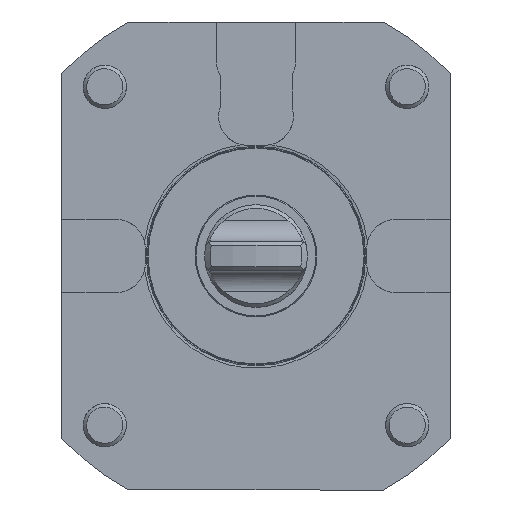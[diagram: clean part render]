
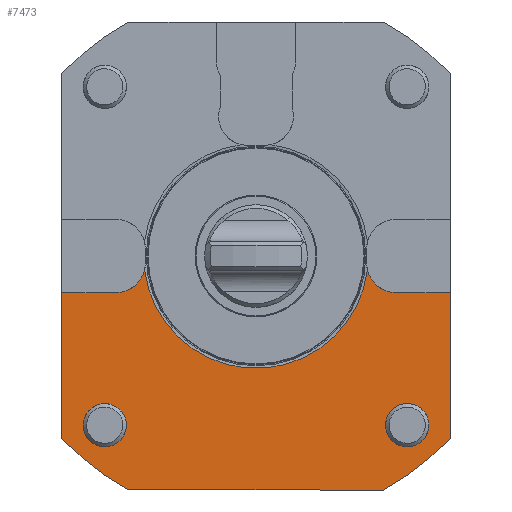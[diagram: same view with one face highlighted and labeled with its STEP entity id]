
A CAD part, front view. The second image highlights one B-rep face of the part: STEP entity #7473.
In plain terms, the highlighted planar face has unit normal (0, -1, 0).
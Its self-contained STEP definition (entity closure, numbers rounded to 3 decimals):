
#79 = DIRECTION ( 'NONE',  ( 0., -1., 0. ) ) ;
#157 = LINE ( 'NONE', #9328, #14360 ) ;
#161 = ORIENTED_EDGE ( 'NONE', *, *, #9808, .F. ) ;
#259 = CIRCLE ( 'NONE', #4416, 8. ) ;
#420 = CARTESIAN_POINT ( 'NONE',  ( 38.75, 0., -2.15 ) ) ;
#484 = CIRCLE ( 'NONE', #6571, 6. ) ;
#1171 = CARTESIAN_POINT ( 'NONE',  ( -54., 0., 0. ) ) ;
#1193 = DIRECTION ( 'NONE',  ( -1., 0., 0. ) ) ;
#1258 = CIRCLE ( 'NONE', #22577, 6. ) ;
#1439 = CARTESIAN_POINT ( 'NONE',  ( 0., 0., 0. ) ) ;
#1544 = VERTEX_POINT ( 'NONE', #9804 ) ;
#1605 = VECTOR ( 'NONE', #10244, 1000. ) ;
#2053 = AXIS2_PLACEMENT_3D ( 'NONE', #7343, #14551, #21892 ) ;
#2199 = CARTESIAN_POINT ( 'NONE',  ( 48., 0., -47. ) ) ;
#2421 = CARTESIAN_POINT ( 'NONE',  ( -59.893, 0., -10.15 ) ) ;
#2466 = DIRECTION ( 'NONE',  ( 0., -1., 0. ) ) ;
#2476 = CARTESIAN_POINT ( 'NONE',  ( -30.951, 0., -3.933 ) ) ;
#2659 = EDGE_CURVE ( 'NONE', #21107, #8536, #5225, .T. ) ;
#2676 = VECTOR ( 'NONE', #1193, 1000. ) ;
#2814 = CARTESIAN_POINT ( 'NONE',  ( -54., 0., -50.596 ) ) ;
#2839 = DIRECTION ( 'NONE',  ( 0., 0., 1. ) ) ;
#3554 = CARTESIAN_POINT ( 'NONE',  ( 59.893, 0., -10.15 ) ) ;
#3839 = CARTESIAN_POINT ( 'NONE',  ( 35.369, 0., -65. ) ) ;
#3911 = EDGE_LOOP ( 'NONE', ( #21019 ) ) ;
#4001 = VERTEX_POINT ( 'NONE', #2814 ) ;
#4150 = EDGE_LOOP ( 'NONE', ( #17678 ) ) ;
#4416 = AXIS2_PLACEMENT_3D ( 'NONE', #420, #79, #5906 ) ;
#4646 = ORIENTED_EDGE ( 'NONE', *, *, #10980, .F. ) ;
#5093 = CIRCLE ( 'NONE', #18422, 74. ) ;
#5225 = LINE ( 'NONE', #21106, #1605 ) ;
#5362 = EDGE_CURVE ( 'NONE', #22099, #15651, #157, .T. ) ;
#5525 = VERTEX_POINT ( 'NONE', #5865 ) ;
#5766 = VERTEX_POINT ( 'NONE', #18509 ) ;
#5865 = CARTESIAN_POINT ( 'NONE',  ( -38.75, 0., -10.15 ) ) ;
#5906 = DIRECTION ( 'NONE',  ( 0., 0., 1. ) ) ;
#5953 = EDGE_CURVE ( 'NONE', #10702, #5525, #17893, .T. ) ;
#6022 = FACE_BOUND ( 'NONE', #4150, .T. ) ;
#6208 = CARTESIAN_POINT ( 'NONE',  ( 42., 0., -47. ) ) ;
#6571 = AXIS2_PLACEMENT_3D ( 'NONE', #6208, #20278, #9422 ) ;
#6678 = DIRECTION ( 'NONE',  ( 0., 0., 1. ) ) ;
#7343 = CARTESIAN_POINT ( 'NONE',  ( 0., 0., 0. ) ) ;
#7426 = AXIS2_PLACEMENT_3D ( 'NONE', #1439, #8460, #6678 ) ;
#7473 = ADVANCED_FACE ( 'Defeature completata1_9', ( #12874, #6022, #18170 ), #20214, .T. ) ;
#7698 = EDGE_LOOP ( 'NONE', ( #21421, #13857, #4646, #161, #9346, #14385, #16488, #21565, #18544, #14157 ) ) ;
#7824 = VERTEX_POINT ( 'NONE', #17741 ) ;
#8192 = LINE ( 'NONE', #1171, #18408 ) ;
#8338 = DIRECTION ( 'NONE',  ( 0., -1., 0. ) ) ;
#8460 = DIRECTION ( 'NONE',  ( 0., -1., 0. ) ) ;
#8536 = VERTEX_POINT ( 'NONE', #3839 ) ;
#8658 = CARTESIAN_POINT ( 'NONE',  ( 30.951, 0., -3.933 ) ) ;
#8769 = EDGE_CURVE ( 'NONE', #4001, #7824, #8192, .T. ) ;
#8922 = LINE ( 'NONE', #3554, #2676 ) ;
#9328 = CARTESIAN_POINT ( 'NONE',  ( 54., 0., 0. ) ) ;
#9346 = ORIENTED_EDGE ( 'NONE', *, *, #5953, .T. ) ;
#9422 = DIRECTION ( 'NONE',  ( 1., 0., 0. ) ) ;
#9804 = CARTESIAN_POINT ( 'NONE',  ( 38.75, 0., -10.15 ) ) ;
#9808 = EDGE_CURVE ( 'NONE', #10702, #10860, #12327, .T. ) ;
#10244 = DIRECTION ( 'NONE',  ( 1., 0., 0. ) ) ;
#10686 = AXIS2_PLACEMENT_3D ( 'NONE', #22245, #11603, #20567 ) ;
#10702 = VERTEX_POINT ( 'NONE', #2476 ) ;
#10860 = VERTEX_POINT ( 'NONE', #8658 ) ;
#10980 = EDGE_CURVE ( 'NONE', #10860, #1544, #259, .T. ) ;
#11206 = EDGE_CURVE ( 'NONE', #7824, #5525, #11225, .T. ) ;
#11225 = LINE ( 'NONE', #2421, #11286 ) ;
#11235 = VERTEX_POINT ( 'NONE', #2199 ) ;
#11286 = VECTOR ( 'NONE', #18971, 1000. ) ;
#11603 = DIRECTION ( 'NONE',  ( 0., 1., 0. ) ) ;
#11661 = CARTESIAN_POINT ( 'NONE',  ( -42., 0., -47. ) ) ;
#12327 = CIRCLE ( 'NONE', #7426, 31.2 ) ;
#12513 = CARTESIAN_POINT ( 'NONE',  ( 54., 0., -50.596 ) ) ;
#12874 = FACE_BOUND ( 'NONE', #3911, .T. ) ;
#13092 = CARTESIAN_POINT ( 'NONE',  ( -35.369, 0., -65. ) ) ;
#13376 = DIRECTION ( 'NONE',  ( 0., 0., 1. ) ) ;
#13857 = ORIENTED_EDGE ( 'NONE', *, *, #22421, .T. ) ;
#14157 = ORIENTED_EDGE ( 'NONE', *, *, #20548, .T. ) ;
#14360 = VECTOR ( 'NONE', #21960, 1000. ) ;
#14385 = ORIENTED_EDGE ( 'NONE', *, *, #11206, .F. ) ;
#14551 = DIRECTION ( 'NONE',  ( 0., -1., 0. ) ) ;
#15048 = DIRECTION ( 'NONE',  ( 0., -1., 0. ) ) ;
#15540 = EDGE_CURVE ( 'NONE', #11235, #11235, #484, .T. ) ;
#15651 = VERTEX_POINT ( 'NONE', #22672 ) ;
#15662 = EDGE_CURVE ( 'NONE', #5766, #5766, #1258, .T. ) ;
#16488 = ORIENTED_EDGE ( 'NONE', *, *, #8769, .F. ) ;
#17678 = ORIENTED_EDGE ( 'NONE', *, *, #15540, .F. ) ;
#17741 = CARTESIAN_POINT ( 'NONE',  ( -54., 0., -10.15 ) ) ;
#17893 = CIRCLE ( 'NONE', #10686, 8. ) ;
#17974 = EDGE_CURVE ( 'NONE', #4001, #21107, #18471, .T. ) ;
#18170 = FACE_OUTER_BOUND ( 'NONE', #7698, .T. ) ;
#18408 = VECTOR ( 'NONE', #2839, 1000. ) ;
#18422 = AXIS2_PLACEMENT_3D ( 'NONE', #20347, #2466, #13376 ) ;
#18471 = CIRCLE ( 'NONE', #19626, 74. ) ;
#18509 = CARTESIAN_POINT ( 'NONE',  ( -36., 0., -47. ) ) ;
#18544 = ORIENTED_EDGE ( 'NONE', *, *, #2659, .T. ) ;
#18971 = DIRECTION ( 'NONE',  ( 1., 0., 0. ) ) ;
#19419 = DIRECTION ( 'NONE',  ( 1., 0., 0. ) ) ;
#19626 = AXIS2_PLACEMENT_3D ( 'NONE', #22383, #15048, #20586 ) ;
#20214 = PLANE ( 'NONE',  #2053 ) ;
#20278 = DIRECTION ( 'NONE',  ( 0., -1., 0. ) ) ;
#20347 = CARTESIAN_POINT ( 'NONE',  ( 0., 0., 0. ) ) ;
#20548 = EDGE_CURVE ( 'NONE', #8536, #22099, #5093, .T. ) ;
#20567 = DIRECTION ( 'NONE',  ( 0., 0., -1. ) ) ;
#20586 = DIRECTION ( 'NONE',  ( 0., 0., 1. ) ) ;
#21019 = ORIENTED_EDGE ( 'NONE', *, *, #15662, .F. ) ;
#21106 = CARTESIAN_POINT ( 'NONE',  ( 0., 0., -65. ) ) ;
#21107 = VERTEX_POINT ( 'NONE', #13092 ) ;
#21421 = ORIENTED_EDGE ( 'NONE', *, *, #5362, .T. ) ;
#21565 = ORIENTED_EDGE ( 'NONE', *, *, #17974, .T. ) ;
#21892 = DIRECTION ( 'NONE',  ( 0., 0., 1. ) ) ;
#21960 = DIRECTION ( 'NONE',  ( 0., 0., 1. ) ) ;
#22099 = VERTEX_POINT ( 'NONE', #12513 ) ;
#22245 = CARTESIAN_POINT ( 'NONE',  ( -38.75, 0., -2.15 ) ) ;
#22383 = CARTESIAN_POINT ( 'NONE',  ( 0., 0., 0. ) ) ;
#22421 = EDGE_CURVE ( 'NONE', #15651, #1544, #8922, .T. ) ;
#22577 = AXIS2_PLACEMENT_3D ( 'NONE', #11661, #8338, #19419 ) ;
#22672 = CARTESIAN_POINT ( 'NONE',  ( 54., 0., -10.15 ) ) ;
